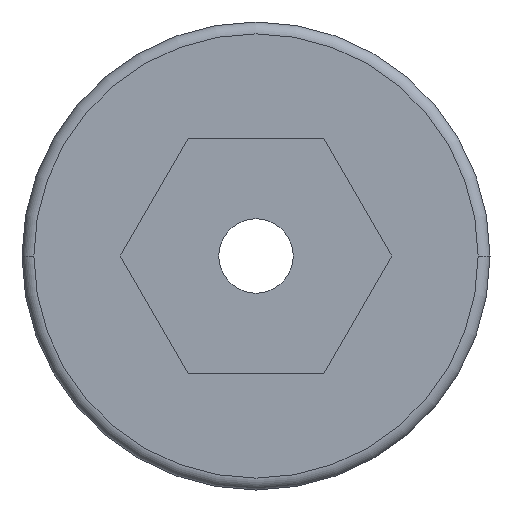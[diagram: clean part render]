
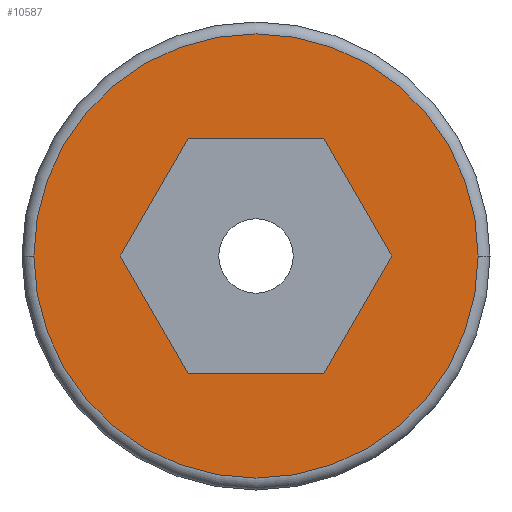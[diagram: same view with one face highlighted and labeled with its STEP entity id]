
A CAD part, left-side view. The second image highlights one B-rep face of the part: STEP entity #10587.
In plain terms, the highlighted planar face has unit normal (-1, 0, 0).
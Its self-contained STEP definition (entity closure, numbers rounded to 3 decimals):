
#4210=DIRECTION('',(0.,-0.5,0.866));
#4211=VECTOR('',#4210,2.898);
#4212=CARTESIAN_POINT('',(-5.85,2.898,0.));
#4213=LINE('',#4212,#4211);
#4214=DIRECTION('',(0.,0.5,0.866));
#4215=VECTOR('',#4214,2.898);
#4216=CARTESIAN_POINT('',(-5.85,1.449,-2.51));
#4217=LINE('',#4216,#4215);
#4218=DIRECTION('',(0.,1.,0.));
#4219=VECTOR('',#4218,2.898);
#4220=CARTESIAN_POINT('',(-5.85,-1.449,-2.51));
#4221=LINE('',#4220,#4219);
#4222=DIRECTION('',(0.,0.5,-0.866));
#4223=VECTOR('',#4222,2.898);
#4224=CARTESIAN_POINT('',(-5.85,-2.898,0.));
#4225=LINE('',#4224,#4223);
#4226=DIRECTION('',(0.,-0.5,-0.866));
#4227=VECTOR('',#4226,2.898);
#4228=CARTESIAN_POINT('',(-5.85,-1.449,2.51));
#4229=LINE('',#4228,#4227);
#4230=DIRECTION('',(0.,-1.,0.));
#4231=VECTOR('',#4230,2.898);
#4232=CARTESIAN_POINT('',(-5.85,1.449,2.51));
#4233=LINE('',#4232,#4231);
#4234=CARTESIAN_POINT('',(-5.85,0.,0.));
#4235=DIRECTION('',(-1.,0.,0.));
#4236=DIRECTION('',(0.,1.,0.));
#4237=AXIS2_PLACEMENT_3D('',#4234,#4235,#4236);
#4239=CARTESIAN_POINT('',(-5.85,0.,0.));
#4240=DIRECTION('',(-1.,0.,0.));
#4241=DIRECTION('',(0.,-1.,0.));
#4242=AXIS2_PLACEMENT_3D('',#4239,#4240,#4241);
#4533=CARTESIAN_POINT('',(-5.85,2.898,0.));
#4534=CARTESIAN_POINT('',(-5.85,1.449,2.51));
#4535=VERTEX_POINT('',#4533);
#4536=VERTEX_POINT('',#4534);
#4537=CARTESIAN_POINT('',(-5.85,-1.449,2.51));
#4538=VERTEX_POINT('',#4537);
#4539=CARTESIAN_POINT('',(-5.85,-2.898,0.));
#4540=VERTEX_POINT('',#4539);
#4541=CARTESIAN_POINT('',(-5.85,-1.449,-2.51));
#4542=VERTEX_POINT('',#4541);
#4543=CARTESIAN_POINT('',(-5.85,1.449,-2.51));
#4544=VERTEX_POINT('',#4543);
#4545=CARTESIAN_POINT('',(-5.85,4.746,0.));
#4546=CARTESIAN_POINT('',(-5.85,-4.746,0.));
#4547=VERTEX_POINT('',#4545);
#4548=VERTEX_POINT('',#4546);
#10563=CARTESIAN_POINT('',(-5.85,0.,0.));
#10564=DIRECTION('',(1.,0.,0.));
#10565=DIRECTION('',(0.,-1.,0.));
#10566=AXIS2_PLACEMENT_3D('',#10563,#10564,#10565);
#10567=PLANE('',#10566);
#10569=ORIENTED_EDGE('',*,*,#10568,.F.);
#10570=ORIENTED_EDGE('',*,*,#10553,.F.);
#10571=EDGE_LOOP('',(#10569,#10570));
#10572=FACE_OUTER_BOUND('',#10571,.F.);
#10574=ORIENTED_EDGE('',*,*,#10573,.F.);
#10576=ORIENTED_EDGE('',*,*,#10575,.F.);
#10578=ORIENTED_EDGE('',*,*,#10577,.F.);
#10580=ORIENTED_EDGE('',*,*,#10579,.F.);
#10582=ORIENTED_EDGE('',*,*,#10581,.F.);
#10584=ORIENTED_EDGE('',*,*,#10583,.F.);
#10585=EDGE_LOOP('',(#10574,#10576,#10578,#10580,#10582,#10584));
#10586=FACE_BOUND('',#10585,.F.);
#4238=CIRCLE('',#4237,4.746);
#4243=CIRCLE('',#4242,4.746);
#10553=EDGE_CURVE('',#4548,#4547,#4243,.T.);
#10568=EDGE_CURVE('',#4547,#4548,#4238,.T.);
#10573=EDGE_CURVE('',#4535,#4536,#4213,.T.);
#10575=EDGE_CURVE('',#4544,#4535,#4217,.T.);
#10577=EDGE_CURVE('',#4542,#4544,#4221,.T.);
#10579=EDGE_CURVE('',#4540,#4542,#4225,.T.);
#10581=EDGE_CURVE('',#4538,#4540,#4229,.T.);
#10583=EDGE_CURVE('',#4536,#4538,#4233,.T.);
#10587=ADVANCED_FACE('',(#10572,#10586),#10567,.F.);
